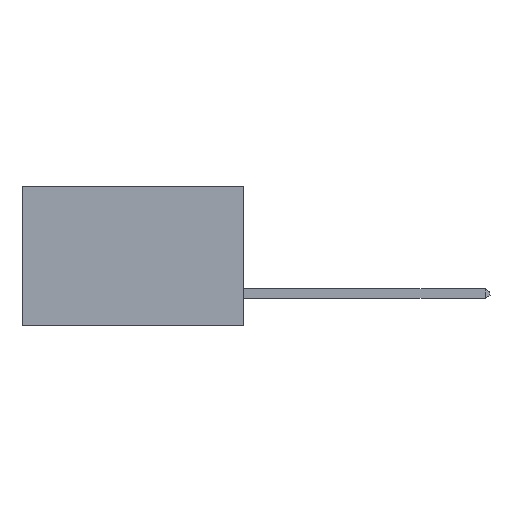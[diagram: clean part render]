
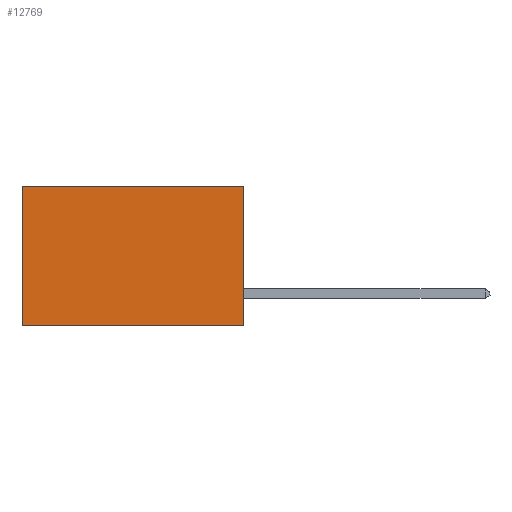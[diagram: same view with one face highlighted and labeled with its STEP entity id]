
A CAD part, left-side view. The second image highlights one B-rep face of the part: STEP entity #12769.
In plain terms, the highlighted planar face has unit normal (-1, 0, 0).
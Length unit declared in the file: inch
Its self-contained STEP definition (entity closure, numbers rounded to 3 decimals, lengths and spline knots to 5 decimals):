
#161 = VERTEX_POINT ( 'NONE', #13474 ) ;
#250 = ORIENTED_EDGE ( 'NONE', *, *, #3818, .T. ) ;
#268 = ORIENTED_EDGE ( 'NONE', *, *, #975, .F. ) ;
#320 = ORIENTED_EDGE ( 'NONE', *, *, #1025, .F. ) ;
#356 = ORIENTED_EDGE ( 'NONE', *, *, #11790, .T. ) ;
#512 = LINE ( 'NONE', #10892, #10279 ) ;
#975 = EDGE_CURVE ( 'NONE', #161, #12283, #7216, .T. ) ;
#1025 = EDGE_CURVE ( 'NONE', #2296, #161, #15270, .T. ) ;
#1767 = EDGE_LOOP ( 'NONE', ( #250, #268, #320, #356 ) ) ;
#2294 = CARTESIAN_POINT ( 'NONE',  ( 0.277, 0., 0. ) ) ;
#2296 = VERTEX_POINT ( 'NONE', #12744 ) ;
#2533 = VECTOR ( 'NONE', #7393, 39.37008 ) ;
#2646 = DIRECTION ( 'NONE',  ( 1., 0., 0. ) ) ;
#3263 = CARTESIAN_POINT ( 'NONE',  ( 0.277, 0.59, 0. ) ) ;
#3627 = CARTESIAN_POINT ( 'NONE',  ( 0.277, 0., -0.37 ) ) ;
#3818 = EDGE_CURVE ( 'NONE', #8424, #12283, #512, .T. ) ;
#5125 = DIRECTION ( 'NONE',  ( 0., 0., -1. ) ) ;
#5548 = LINE ( 'NONE', #2294, #2533 ) ;
#7216 = LINE ( 'NONE', #3627, #10036 ) ;
#7300 = DIRECTION ( 'NONE',  ( 0., 0., -1. ) ) ;
#7393 = DIRECTION ( 'NONE',  ( 0., 1., 0. ) ) ;
#8280 = DIRECTION ( 'NONE',  ( 0., 1., 0. ) ) ;
#8424 = VERTEX_POINT ( 'NONE', #3263 ) ;
#9319 = AXIS2_PLACEMENT_3D ( 'NONE', #13707, #2646, #11342 ) ;
#10036 = VECTOR ( 'NONE', #8280, 39.37008 ) ;
#10129 = PLANE ( 'NONE',  #9319 ) ;
#10279 = VECTOR ( 'NONE', #7300, 39.37008 ) ;
#10581 = CARTESIAN_POINT ( 'NONE',  ( 0.277, 0.59, -0.37 ) ) ;
#10892 = CARTESIAN_POINT ( 'NONE',  ( 0.277, 0.59, -0.37 ) ) ;
#11342 = DIRECTION ( 'NONE',  ( 0., 0., -1. ) ) ;
#11790 = EDGE_CURVE ( 'NONE', #2296, #8424, #5548, .T. ) ;
#12117 = VECTOR ( 'NONE', #5125, 39.37008 ) ;
#12283 = VERTEX_POINT ( 'NONE', #10581 ) ;
#12744 = CARTESIAN_POINT ( 'NONE',  ( 0.277, 0., 0. ) ) ;
#12769 = ADVANCED_FACE ( 'NONE', ( #15193 ), #10129, .F. ) ;
#13474 = CARTESIAN_POINT ( 'NONE',  ( 0.277, 0., -0.37 ) ) ;
#13707 = CARTESIAN_POINT ( 'NONE',  ( 0.277, 0., -0.37 ) ) ;
#15193 = FACE_OUTER_BOUND ( 'NONE', #1767, .T. ) ;
#15270 = LINE ( 'NONE', #15848, #12117 ) ;
#15848 = CARTESIAN_POINT ( 'NONE',  ( 0.277, 0., -0.37 ) ) ;
